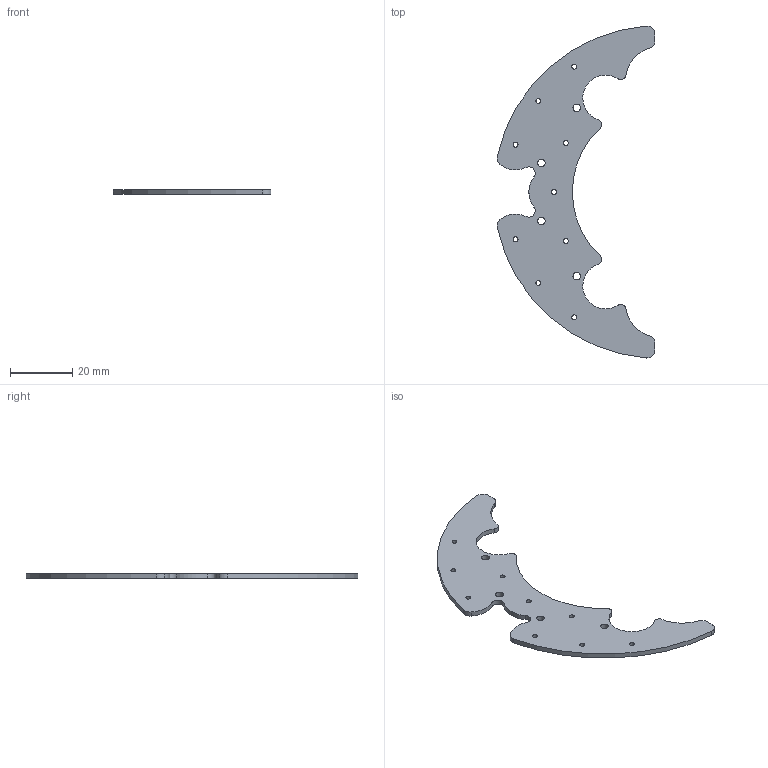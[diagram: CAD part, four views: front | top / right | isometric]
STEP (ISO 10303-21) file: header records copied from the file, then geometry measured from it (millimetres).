
FILE_DESCRIPTION(('FreeCAD Model'),'2;1');
FILE_NAME('LCP_Battery.step' ,'2020-06-22T09:34:37',('Author'),(''), 'Open CASCADE STEP processor 7.3','FreeCAD','Unknown');
FILE_SCHEMA(('AUTOMOTIVE_DESIGN { 1 0 10303 214 1 1 1 1 }'));
Length unit declared in the file: millimetre
Products named in the file (1): Pcb_20e5
Bounding box: 50.86 x 106.89 x 1.6 mm (x, y, z)
Volume: 3678.6 mm3; surface area: 5253.5 mm2
Topology: 1 solids, 1 shells, 39 faces, 111 edges, 74 vertices
Faces by surface type: cylinder 35, plane 4
Full cylindrical faces by diameter (mm): 1.587 x9, 2.413 x4
Entity records: 2831 total; most frequent: DIRECTION 483, CARTESIAN_POINT 447, ORIENTED_EDGE 222, PCURVE 222, DEFINITIONAL_REPRESENTATION 222, LINE 193, VECTOR 193, CIRCLE 140
